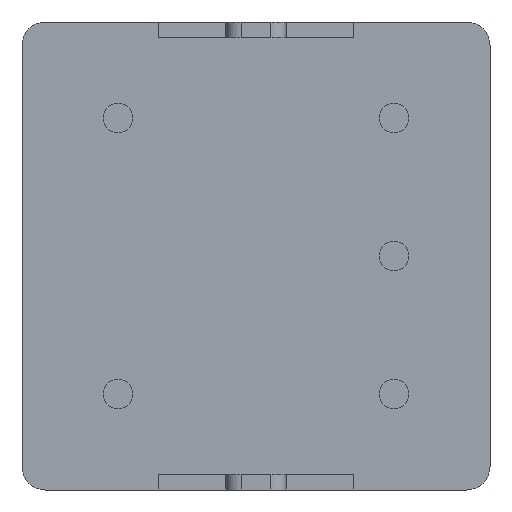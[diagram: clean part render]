
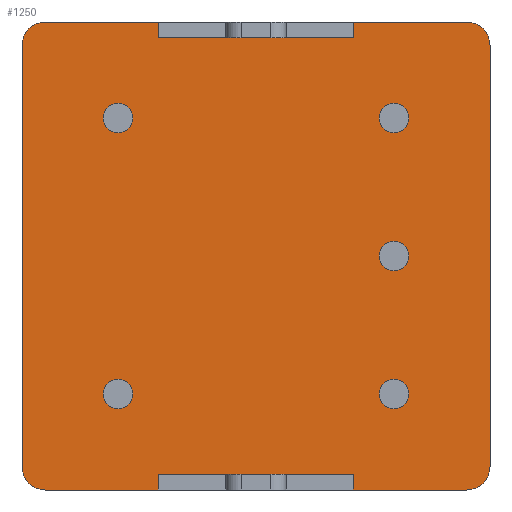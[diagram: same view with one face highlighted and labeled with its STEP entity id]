
A CAD part, front view. The second image highlights one B-rep face of the part: STEP entity #1250.
In plain terms, the highlighted planar face has unit normal (0, -1, 0).
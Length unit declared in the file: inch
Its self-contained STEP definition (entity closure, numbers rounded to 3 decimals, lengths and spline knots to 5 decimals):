
#46=FACE_BOUND('',#212,.T.);
#47=FACE_BOUND('',#213,.T.);
#48=FACE_BOUND('',#214,.T.);
#49=FACE_BOUND('',#215,.T.);
#50=FACE_BOUND('',#216,.T.);
#80=PLANE('',#1366);
#132=FACE_OUTER_BOUND('',#211,.T.);
#211=EDGE_LOOP('',(#967,#968,#969,#970,#971,#972,#973,#974,#975,#976,#977,
#978,#979,#980,#981,#982));
#212=EDGE_LOOP('',(#983));
#213=EDGE_LOOP('',(#984));
#214=EDGE_LOOP('',(#985));
#215=EDGE_LOOP('',(#986));
#216=EDGE_LOOP('',(#987));
#282=LINE('',#1889,#388);
#295=LINE('',#1924,#401);
#299=LINE('',#1932,#405);
#320=LINE('',#1978,#426);
#323=LINE('',#1983,#429);
#324=LINE('',#1985,#430);
#325=LINE('',#1988,#431);
#327=LINE('',#1992,#433);
#329=LINE('',#1998,#435);
#330=LINE('',#2001,#436);
#331=LINE('',#2003,#437);
#332=LINE('',#2007,#438);
#388=VECTOR('',#1521,0.3937);
#401=VECTOR('',#1550,0.3937);
#405=VECTOR('',#1554,0.3937);
#426=VECTOR('',#1599,0.3937);
#429=VECTOR('',#1604,0.3937);
#430=VECTOR('',#1607,0.3937);
#431=VECTOR('',#1610,0.3937);
#433=VECTOR('',#1614,0.3937);
#435=VECTOR('',#1620,0.3937);
#436=VECTOR('',#1623,0.3937);
#437=VECTOR('',#1624,0.3937);
#438=VECTOR('',#1627,0.3937);
#481=CIRCLE('',#1315,0.0095);
#483=CIRCLE('',#1319,0.0095);
#485=CIRCLE('',#1323,0.0095);
#487=CIRCLE('',#1327,0.0095);
#489=CIRCLE('',#1331,0.0095);
#500=CIRCLE('',#1367,0.015);
#501=CIRCLE('',#1368,0.015);
#502=CIRCLE('',#1369,0.015);
#503=CIRCLE('',#1370,0.015);
#538=VERTEX_POINT('',#1827);
#540=VERTEX_POINT('',#1834);
#542=VERTEX_POINT('',#1841);
#544=VERTEX_POINT('',#1848);
#546=VERTEX_POINT('',#1855);
#557=VERTEX_POINT('',#1886);
#558=VERTEX_POINT('',#1888);
#571=VERTEX_POINT('',#1921);
#572=VERTEX_POINT('',#1923);
#575=VERTEX_POINT('',#1929);
#576=VERTEX_POINT('',#1931);
#589=VERTEX_POINT('',#1977);
#590=VERTEX_POINT('',#1981);
#591=VERTEX_POINT('',#1987);
#592=VERTEX_POINT('',#1991);
#593=VERTEX_POINT('',#1995);
#594=VERTEX_POINT('',#1997);
#595=VERTEX_POINT('',#1999);
#596=VERTEX_POINT('',#2002);
#597=VERTEX_POINT('',#2004);
#598=VERTEX_POINT('',#2006);
#654=EDGE_CURVE('',#538,#538,#481,.T.);
#657=EDGE_CURVE('',#540,#540,#483,.T.);
#660=EDGE_CURVE('',#542,#542,#485,.T.);
#663=EDGE_CURVE('',#544,#544,#487,.T.);
#666=EDGE_CURVE('',#546,#546,#489,.T.);
#680=EDGE_CURVE('',#558,#557,#282,.T.);
#697=EDGE_CURVE('',#571,#572,#295,.T.);
#701=EDGE_CURVE('',#575,#576,#299,.T.);
#724=EDGE_CURVE('',#571,#589,#320,.T.);
#727=EDGE_CURVE('',#589,#590,#323,.T.);
#728=EDGE_CURVE('',#590,#576,#324,.T.);
#729=EDGE_CURVE('',#557,#591,#325,.T.);
#731=EDGE_CURVE('',#592,#558,#327,.T.);
#733=EDGE_CURVE('',#593,#575,#500,.T.);
#734=EDGE_CURVE('',#594,#593,#329,.T.);
#735=EDGE_CURVE('',#595,#594,#501,.T.);
#736=EDGE_CURVE('',#592,#595,#330,.T.);
#737=EDGE_CURVE('',#596,#591,#331,.T.);
#738=EDGE_CURVE('',#597,#596,#502,.T.);
#739=EDGE_CURVE('',#598,#597,#332,.T.);
#740=EDGE_CURVE('',#572,#598,#503,.T.);
#967=ORIENTED_EDGE('',*,*,#728,.T.);
#968=ORIENTED_EDGE('',*,*,#701,.F.);
#969=ORIENTED_EDGE('',*,*,#733,.F.);
#970=ORIENTED_EDGE('',*,*,#734,.F.);
#971=ORIENTED_EDGE('',*,*,#735,.F.);
#972=ORIENTED_EDGE('',*,*,#736,.F.);
#973=ORIENTED_EDGE('',*,*,#731,.T.);
#974=ORIENTED_EDGE('',*,*,#680,.T.);
#975=ORIENTED_EDGE('',*,*,#729,.T.);
#976=ORIENTED_EDGE('',*,*,#737,.F.);
#977=ORIENTED_EDGE('',*,*,#738,.F.);
#978=ORIENTED_EDGE('',*,*,#739,.F.);
#979=ORIENTED_EDGE('',*,*,#740,.F.);
#980=ORIENTED_EDGE('',*,*,#697,.F.);
#981=ORIENTED_EDGE('',*,*,#724,.T.);
#982=ORIENTED_EDGE('',*,*,#727,.T.);
#983=ORIENTED_EDGE('',*,*,#654,.T.);
#984=ORIENTED_EDGE('',*,*,#657,.T.);
#985=ORIENTED_EDGE('',*,*,#660,.T.);
#986=ORIENTED_EDGE('',*,*,#663,.T.);
#987=ORIENTED_EDGE('',*,*,#666,.T.);
#1250=ADVANCED_FACE('',(#132,#46,#47,#48,#49,#50),#80,.F.);
#1315=AXIS2_PLACEMENT_3D('',#1829,#1454,#1455);
#1319=AXIS2_PLACEMENT_3D('',#1836,#1463,#1464);
#1323=AXIS2_PLACEMENT_3D('',#1843,#1472,#1473);
#1327=AXIS2_PLACEMENT_3D('',#1850,#1481,#1482);
#1331=AXIS2_PLACEMENT_3D('',#1857,#1490,#1491);
#1366=AXIS2_PLACEMENT_3D('',#1994,#1616,#1617);
#1367=AXIS2_PLACEMENT_3D('',#1996,#1618,#1619);
#1368=AXIS2_PLACEMENT_3D('',#2000,#1621,#1622);
#1369=AXIS2_PLACEMENT_3D('',#2005,#1625,#1626);
#1370=AXIS2_PLACEMENT_3D('',#2008,#1628,#1629);
#1454=DIRECTION('center_axis',(0.,1.,0.));
#1455=DIRECTION('ref_axis',(1.,0.,0.));
#1463=DIRECTION('center_axis',(0.,1.,0.));
#1464=DIRECTION('ref_axis',(1.,0.,0.));
#1472=DIRECTION('center_axis',(0.,1.,0.));
#1473=DIRECTION('ref_axis',(1.,0.,0.));
#1481=DIRECTION('center_axis',(0.,1.,0.));
#1482=DIRECTION('ref_axis',(1.,0.,0.));
#1490=DIRECTION('center_axis',(0.,1.,0.));
#1491=DIRECTION('ref_axis',(1.,0.,0.));
#1521=DIRECTION('',(-1.,0.,0.));
#1550=DIRECTION('',(-1.,0.,0.));
#1554=DIRECTION('',(-1.,0.,0.));
#1599=DIRECTION('',(0.,0.,1.));
#1604=DIRECTION('',(1.,0.,0.));
#1607=DIRECTION('',(0.,0.,-1.));
#1610=DIRECTION('',(0.,0.,1.));
#1614=DIRECTION('',(0.,0.,-1.));
#1616=DIRECTION('center_axis',(0.,1.,0.));
#1617=DIRECTION('ref_axis',(1.,0.,0.));
#1618=DIRECTION('center_axis',(0.,1.,0.));
#1619=DIRECTION('ref_axis',(1.,0.,0.));
#1620=DIRECTION('',(0.,0.,-1.));
#1621=DIRECTION('center_axis',(0.,1.,0.));
#1622=DIRECTION('ref_axis',(0.,0.,1.));
#1623=DIRECTION('',(1.,0.,0.));
#1624=DIRECTION('',(1.,0.,0.));
#1625=DIRECTION('center_axis',(0.,1.,0.));
#1626=DIRECTION('ref_axis',(-1.,0.,0.));
#1627=DIRECTION('',(0.,0.,1.));
#1628=DIRECTION('center_axis',(0.,1.,0.));
#1629=DIRECTION('ref_axis',(0.,0.,-1.));
#1827=CARTESIAN_POINT('',(0.052,0.,-0.0615));
#1829=CARTESIAN_POINT('Origin',(0.0615,0.,-0.0615));
#1834=CARTESIAN_POINT('',(0.229,0.,-0.0615));
#1836=CARTESIAN_POINT('Origin',(0.2385,0.,-0.0615));
#1841=CARTESIAN_POINT('',(0.052,0.,-0.2385));
#1843=CARTESIAN_POINT('Origin',(0.0615,0.,-0.2385));
#1848=CARTESIAN_POINT('',(0.229,0.,-0.15));
#1850=CARTESIAN_POINT('Origin',(0.2385,0.,-0.15));
#1855=CARTESIAN_POINT('',(0.229,0.,-0.2385));
#1857=CARTESIAN_POINT('Origin',(0.2385,0.,-0.2385));
#1886=CARTESIAN_POINT('',(0.0875,0.,-0.01));
#1888=CARTESIAN_POINT('',(0.2125,0.,-0.01));
#1889=CARTESIAN_POINT('',(0.11875,0.,-0.01));
#1921=CARTESIAN_POINT('',(0.0875,0.,-0.3));
#1923=CARTESIAN_POINT('',(0.015,0.,-0.3));
#1924=CARTESIAN_POINT('',(0.285,0.,-0.3));
#1929=CARTESIAN_POINT('',(0.285,0.,-0.3));
#1931=CARTESIAN_POINT('',(0.2125,0.,-0.3));
#1932=CARTESIAN_POINT('',(0.285,0.,-0.3));
#1977=CARTESIAN_POINT('',(0.0875,0.,-0.29));
#1978=CARTESIAN_POINT('',(0.0875,0.,-0.22));
#1981=CARTESIAN_POINT('',(0.2125,0.,-0.29));
#1983=CARTESIAN_POINT('',(0.18125,0.,-0.29));
#1985=CARTESIAN_POINT('',(0.2125,0.,-0.225));
#1987=CARTESIAN_POINT('',(0.0875,0.,0.));
#1988=CARTESIAN_POINT('',(0.0875,0.,-0.075));
#1991=CARTESIAN_POINT('',(0.2125,0.,0.));
#1992=CARTESIAN_POINT('',(0.2125,0.,-0.08));
#1994=CARTESIAN_POINT('Origin',(0.15,0.,-0.15));
#1995=CARTESIAN_POINT('',(0.3,0.,-0.285));
#1996=CARTESIAN_POINT('Origin',(0.285,0.,-0.285));
#1997=CARTESIAN_POINT('',(0.3,0.,-0.015));
#1998=CARTESIAN_POINT('',(0.3,0.,-0.015));
#1999=CARTESIAN_POINT('',(0.285,0.,0.));
#2000=CARTESIAN_POINT('Origin',(0.285,0.,-0.015));
#2001=CARTESIAN_POINT('',(0.015,0.,0.));
#2002=CARTESIAN_POINT('',(0.015,0.,0.));
#2003=CARTESIAN_POINT('',(0.015,0.,0.));
#2004=CARTESIAN_POINT('',(0.,0.,-0.015));
#2005=CARTESIAN_POINT('Origin',(0.015,0.,-0.015));
#2006=CARTESIAN_POINT('',(0.,0.,-0.285));
#2007=CARTESIAN_POINT('',(0.,0.,-0.285));
#2008=CARTESIAN_POINT('Origin',(0.015,0.,-0.285));
